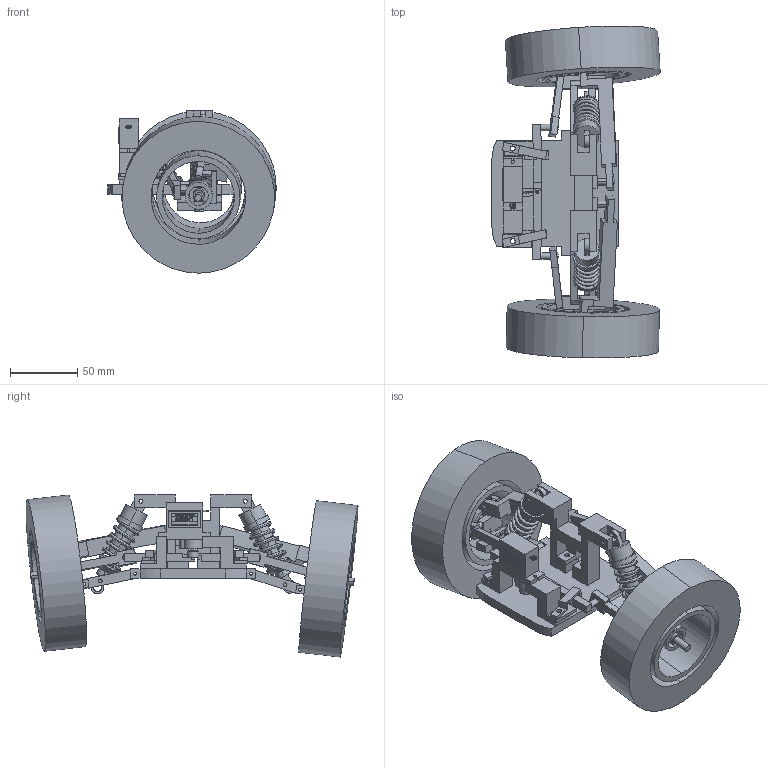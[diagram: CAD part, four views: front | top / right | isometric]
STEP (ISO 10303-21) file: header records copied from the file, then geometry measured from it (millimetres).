
FILE_DESCRIPTION(('FreeCAD Model'),'2;1');
FILE_NAME('Open CASCADE Shape Model','2025-05-02T23:42:19',('FreeCAD'),( 'FreeCAD'),'Open CASCADE STEP processor 7.6','FreeCAD','Unknown');
FILE_SCHEMA(('AUTOMOTIVE_DESIGN { 1 0 10303 214 1 1 1 1 }'));
Products named in the file (1): Open CASCADE STEP translator 7.6 1
Bounding box: 125.63 x 247.6 x 120.96 mm (x, y, z)
Volume: 608719.8 mm3; surface area: 177214.1 mm2
Topology: 44 solids, 44 shells, 1587 faces, 4211 edges, 2769 vertices
Faces by surface type: bspline 1587
Entity records: 67378 total; most frequent: CARTESIAN_POINT 42077, ORIENTED_EDGE 8390, EDGE_CURVE 4195, B_SPLINE_CURVE_WITH_KNOTS 3445, VERTEX_POINT 2767, FACE_BOUND 1818, EDGE_LOOP 1818, ADVANCED_FACE 1585
